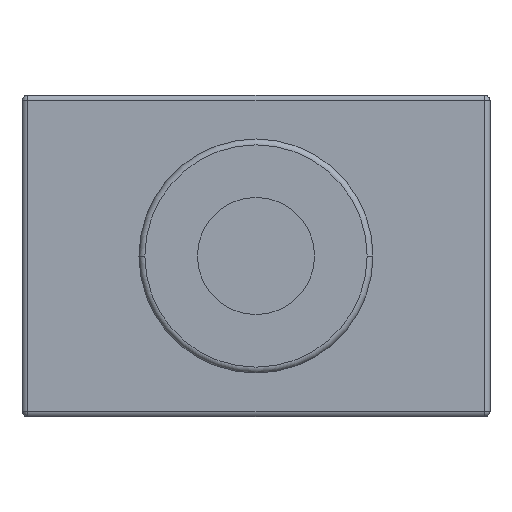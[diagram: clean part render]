
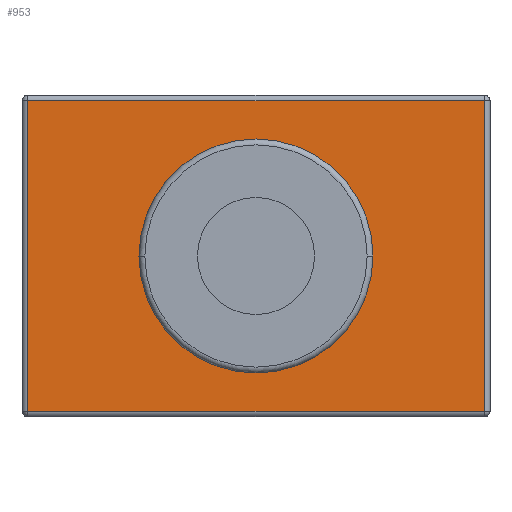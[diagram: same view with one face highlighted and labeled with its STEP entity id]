
A CAD part, front view. The second image highlights one B-rep face of the part: STEP entity #953.
In plain terms, the highlighted planar face has unit normal (0, -1, 0).
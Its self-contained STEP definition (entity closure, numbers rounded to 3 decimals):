
#269=CARTESIAN_POINT('',(4.,0.,2.75));
#270=DIRECTION('',(0.,-1.,0.));
#271=DIRECTION('',(1.,0.,0.));
#272=AXIS2_PLACEMENT_3D('',#269,#270,#271);
#274=CARTESIAN_POINT('',(4.,0.,2.75));
#275=DIRECTION('',(0.,-1.,0.));
#276=DIRECTION('',(-1.,0.,0.));
#277=AXIS2_PLACEMENT_3D('',#274,#275,#276);
#279=DIRECTION('',(-1.,0.,0.));
#280=VECTOR('',#279,7.8);
#281=CARTESIAN_POINT('',(7.9,0.,0.1));
#282=LINE('',#281,#280);
#283=DIRECTION('',(0.,0.,-1.));
#284=VECTOR('',#283,5.3);
#285=CARTESIAN_POINT('',(0.1,0.,5.4));
#286=LINE('',#285,#284);
#287=DIRECTION('',(1.,0.,0.));
#288=VECTOR('',#287,7.8);
#289=CARTESIAN_POINT('',(0.1,0.,5.4));
#290=LINE('',#289,#288);
#291=DIRECTION('',(0.,0.,-1.));
#292=VECTOR('',#291,5.3);
#293=CARTESIAN_POINT('',(7.9,0.,5.4));
#294=LINE('',#293,#292);
#455=CARTESIAN_POINT('',(6.,0.,2.75));
#456=CARTESIAN_POINT('',(2.,0.,2.75));
#457=VERTEX_POINT('',#455);
#458=VERTEX_POINT('',#456);
#475=CARTESIAN_POINT('',(7.9,0.,0.1));
#476=CARTESIAN_POINT('',(0.1,0.,0.1));
#477=VERTEX_POINT('',#475);
#478=VERTEX_POINT('',#476);
#509=CARTESIAN_POINT('',(7.9,0.,5.4));
#510=VERTEX_POINT('',#509);
#511=CARTESIAN_POINT('',(0.1,0.,5.4));
#512=VERTEX_POINT('',#511);
#933=CARTESIAN_POINT('',(0.,0.,0.));
#934=DIRECTION('',(0.,-1.,0.));
#935=DIRECTION('',(1.,0.,0.));
#936=AXIS2_PLACEMENT_3D('',#933,#934,#935);
#937=PLANE('',#936);
#939=ORIENTED_EDGE('',*,*,#938,.T.);
#940=ORIENTED_EDGE('',*,*,#917,.F.);
#942=ORIENTED_EDGE('',*,*,#941,.T.);
#944=ORIENTED_EDGE('',*,*,#943,.T.);
#945=EDGE_LOOP('',(#939,#940,#942,#944));
#946=FACE_OUTER_BOUND('',#945,.F.);
#948=ORIENTED_EDGE('',*,*,#947,.T.);
#950=ORIENTED_EDGE('',*,*,#949,.T.);
#951=EDGE_LOOP('',(#948,#950));
#952=FACE_BOUND('',#951,.F.);
#953=ADVANCED_FACE('',(#946,#952),#937,.T.);
#273=CIRCLE('',#272,2.);
#278=CIRCLE('',#277,2.);
#917=EDGE_CURVE('',#512,#478,#286,.T.);
#938=EDGE_CURVE('',#477,#478,#282,.T.);
#941=EDGE_CURVE('',#512,#510,#290,.T.);
#943=EDGE_CURVE('',#510,#477,#294,.T.);
#947=EDGE_CURVE('',#457,#458,#273,.T.);
#949=EDGE_CURVE('',#458,#457,#278,.T.);
